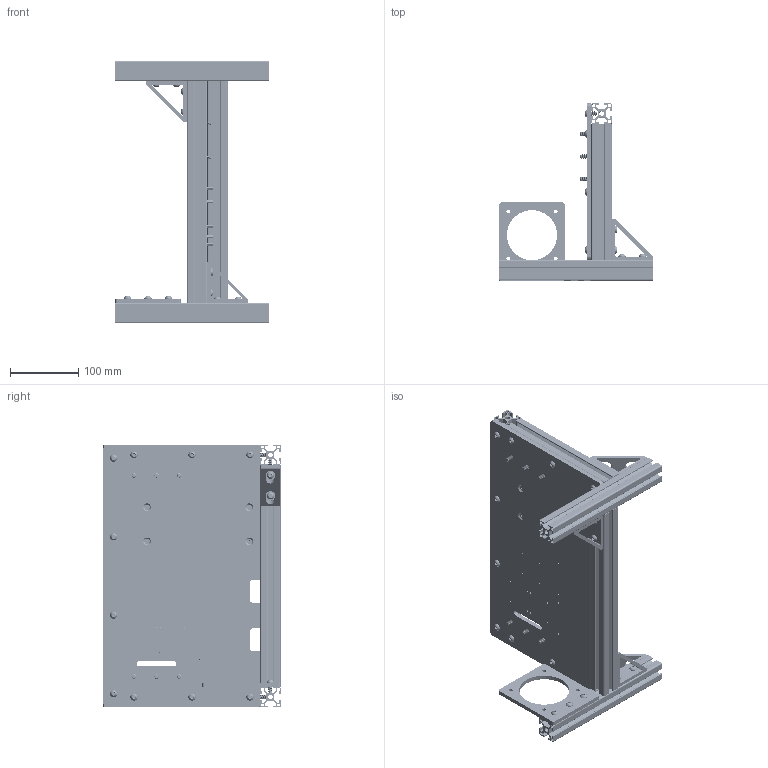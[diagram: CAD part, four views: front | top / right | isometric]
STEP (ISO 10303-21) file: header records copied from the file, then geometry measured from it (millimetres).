
FILE_DESCRIPTION (( 'STEP AP203' ), '1' );
FILE_NAME ('001 - Machine Frame.STEP', '2019-06-12T00:31:01', ( '' ), ( '' ), 'SwSTEP 2.0', 'SolidWorks 2015', '' );
FILE_SCHEMA (( 'CONFIG_CONTROL_DESIGN' ));
Length unit declared in the file: millimetre
Products named in the file (12): SP - 3030x200mm Extrusion - Phidgets TSL4002_0_5537T784; SP - M4x10 FHCS - McMaster-Carr 91294A190_91294A190; 001-101 - Motor Bracket; SP - M3xM3x8 Standoff - McMaster-Carr 98952A106_98952A106; 001-102 - Frame Wall; 001 - Machine Frame; SP - 3030 Extrusion Bracket - McMaster-Carr 5537T659_5537T659; SP - 3030x265mm Extrusion - Phidgets TSL4002_0_5537T784; SP - M6x15 FHCS - McMaster-Carr 92125A111_92125A111; SP - 3030x295mm Extrusion - Phidgets TSL4002_0_5537T784; SP - M6x14 BHCS - McMaster-Carr 91239A319_91239A319; SP - 3030x225mm Extrusion - Phidgets TSL4002_0_5537T784
Assembly tree (71 placements, depth 2):
  001 - Machine Frame
    SP - 3030x295mm Extrusion - Phidgets TSL4002_0_5537T784
    SP - 3030x225mm Extrusion - Phidgets TSL4002_0_5537T784  x2
    SP - 3030x200mm Extrusion - Phidgets TSL4002_0_5537T784  x2
    SP - 3030x265mm Extrusion - Phidgets TSL4002_0_5537T784
    SP - 3030 Extrusion Bracket - McMaster-Carr 5537T659_5537T659  x4
    001-102 - Frame Wall
    001-101 - Motor Bracket
    SP - M6x14 BHCS - McMaster-Carr 91239A319_91239A319  x29
    SP - M4x10 FHCS - McMaster-Carr 91294A190_91294A190  x4
    SP - M3xM3x8 Standoff - McMaster-Carr 98952A106_98952A106  x20
    SP - M6x15 FHCS - McMaster-Carr 92125A111_92125A111  x6
Bounding box: 225 x 260 x 385 mm (x, y, z)
Volume: 1213264.4 mm3; surface area: 779193.7 mm2
Topology: 71 solids, 71 shells, 5593 faces, 15188 edges, 9837 vertices
Faces by surface type: cylinder 3483, plane 1034, cone 820, bspline 198, sphere 58
Entity records: 42693 total; most frequent: CARTESIAN_POINT 14006, ORIENTED_EDGE 5636, DIRECTION 5326, EDGE_CURVE 2818, AXIS2_PLACEMENT_3D 1934, VERTEX_POINT 1850, LINE 1458, VECTOR 1458
